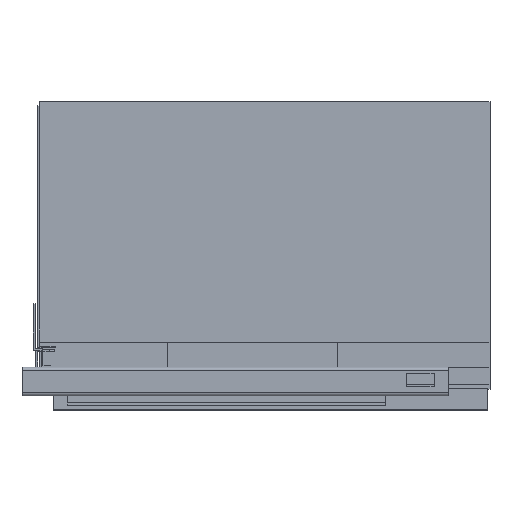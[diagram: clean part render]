
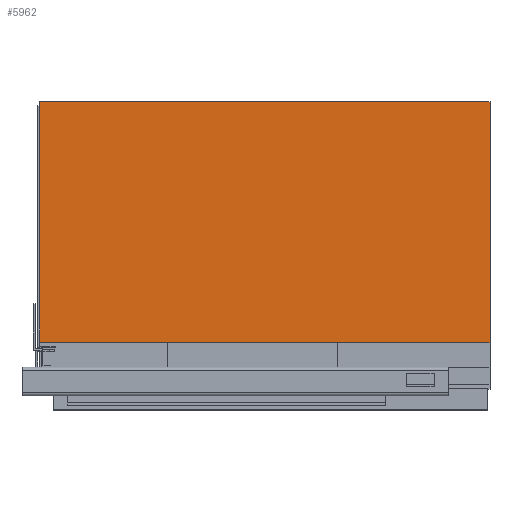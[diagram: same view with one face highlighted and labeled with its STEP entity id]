
A CAD part, top view. The second image highlights one B-rep face of the part: STEP entity #5962.
In plain terms, the highlighted planar face has unit normal (0, 0, 1).
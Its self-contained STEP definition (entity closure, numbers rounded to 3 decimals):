
#248 = DIRECTION ( 'NONE',  ( 1., 0., 0. ) ) ;
#357 = ORIENTED_EDGE ( 'NONE', *, *, #2834, .T. ) ;
#672 = LINE ( 'NONE', #6407, #6260 ) ;
#1239 = VERTEX_POINT ( 'NONE', #7903 ) ;
#1318 = VECTOR ( 'NONE', #2385, 1000. ) ;
#1360 = ORIENTED_EDGE ( 'NONE', *, *, #4499, .F. ) ;
#1527 = CARTESIAN_POINT ( 'NONE',  ( -290., 30., 13.5 ) ) ;
#1834 = LINE ( 'NONE', #7423, #6222 ) ;
#1913 = PLANE ( 'NONE',  #7548 ) ;
#2385 = DIRECTION ( 'NONE',  ( 1., 0., 0. ) ) ;
#2542 = DIRECTION ( 'NONE',  ( 0., -1., 0. ) ) ;
#2634 = CARTESIAN_POINT ( 'NONE',  ( -290., 185., 13.5 ) ) ;
#2708 = CARTESIAN_POINT ( 'NONE',  ( -290., 185., 13.5 ) ) ;
#2758 = ORIENTED_EDGE ( 'NONE', *, *, #4396, .T. ) ;
#2828 = DIRECTION ( 'NONE',  ( 0., -1., 0. ) ) ;
#2834 = EDGE_CURVE ( 'NONE', #6535, #1239, #1834, .T. ) ;
#4050 = CARTESIAN_POINT ( 'NONE',  ( 0., 185., 13.5 ) ) ;
#4092 = LINE ( 'NONE', #2634, #6421 ) ;
#4396 = EDGE_CURVE ( 'NONE', #7273, #6535, #4092, .T. ) ;
#4435 = EDGE_LOOP ( 'NONE', ( #1360, #6431, #2758, #357 ) ) ;
#4499 = EDGE_CURVE ( 'NONE', #7896, #1239, #672, .T. ) ;
#4788 = DIRECTION ( 'NONE',  ( 0., -1., 0. ) ) ;
#5587 = DIRECTION ( 'NONE',  ( 0., 0., 1. ) ) ;
#5879 = LINE ( 'NONE', #8021, #1318 ) ;
#5962 = ADVANCED_FACE ( 'NONE', ( #9194 ), #1913, .T. ) ;
#6222 = VECTOR ( 'NONE', #248, 1000. ) ;
#6260 = VECTOR ( 'NONE', #2828, 1000. ) ;
#6407 = CARTESIAN_POINT ( 'NONE',  ( 0., 185., 13.5 ) ) ;
#6421 = VECTOR ( 'NONE', #2542, 1000. ) ;
#6431 = ORIENTED_EDGE ( 'NONE', *, *, #7468, .F. ) ;
#6535 = VERTEX_POINT ( 'NONE', #1527 ) ;
#7273 = VERTEX_POINT ( 'NONE', #7549 ) ;
#7423 = CARTESIAN_POINT ( 'NONE',  ( -290., 30., 13.5 ) ) ;
#7468 = EDGE_CURVE ( 'NONE', #7273, #7896, #5879, .T. ) ;
#7548 = AXIS2_PLACEMENT_3D ( 'NONE', #2708, #5587, #4788 ) ;
#7549 = CARTESIAN_POINT ( 'NONE',  ( -290., 185., 13.5 ) ) ;
#7896 = VERTEX_POINT ( 'NONE', #4050 ) ;
#7903 = CARTESIAN_POINT ( 'NONE',  ( 0., 30., 13.5 ) ) ;
#8021 = CARTESIAN_POINT ( 'NONE',  ( -290., 185., 13.5 ) ) ;
#9194 = FACE_OUTER_BOUND ( 'NONE', #4435, .T. ) ;
